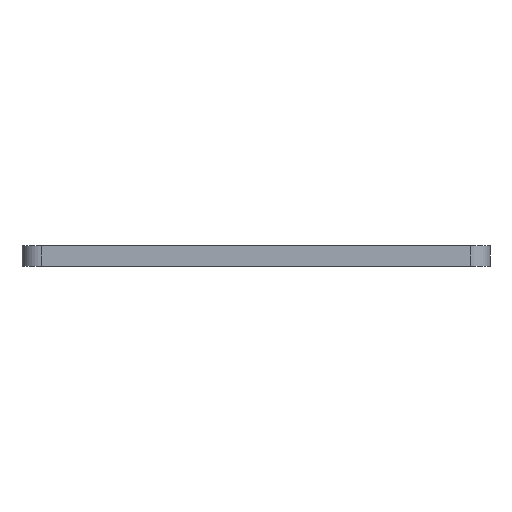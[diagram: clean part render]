
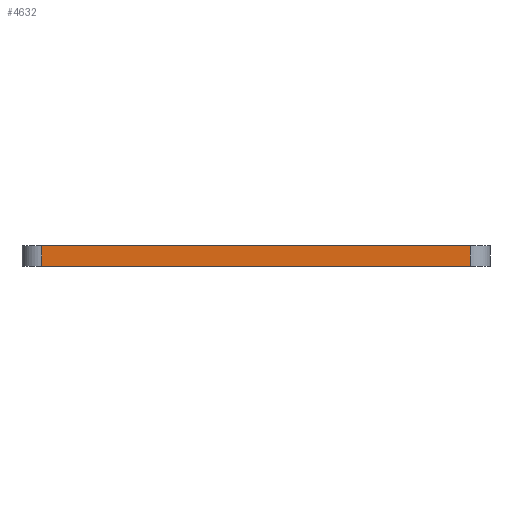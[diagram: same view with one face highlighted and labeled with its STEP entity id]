
A CAD part, left-side view. The second image highlights one B-rep face of the part: STEP entity #4632.
In plain terms, the highlighted planar face has unit normal (-1, 0, 0).
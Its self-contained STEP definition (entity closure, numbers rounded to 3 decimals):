
#84 = PLANE('',#85);
#85 = AXIS2_PLACEMENT_3D('',#86,#87,#88);
#86 = CARTESIAN_POINT('',(0.,0.,1.6));
#87 = DIRECTION('',(0.,0.,1.));
#88 = DIRECTION('',(1.,0.,-0.));
#139 = PLANE('',#140);
#140 = AXIS2_PLACEMENT_3D('',#141,#142,#143);
#141 = CARTESIAN_POINT('',(0.,0.,0.));
#142 = DIRECTION('',(0.,0.,1.));
#143 = DIRECTION('',(1.,0.,-0.));
#248 = CYLINDRICAL_SURFACE('',#249,1.524);
#249 = AXIS2_PLACEMENT_3D('',#250,#251,#252);
#250 = CARTESIAN_POINT('',(-25.106,16.637,0.));
#251 = DIRECTION('',(-0.,-0.,-1.));
#252 = DIRECTION('',(1.,0.,-0.));
#309 = VERTEX_POINT('',#310);
#310 = CARTESIAN_POINT('',(-26.63,16.637,0.));
#332 = EDGE_CURVE('',#333,#309,#335,.T.);
#333 = VERTEX_POINT('',#334);
#334 = CARTESIAN_POINT('',(-26.63,-16.637,0.));
#335 = SURFACE_CURVE('',#336,(#340,#347),.PCURVE_S1.);
#336 = LINE('',#337,#338);
#337 = CARTESIAN_POINT('',(-26.63,-16.637,0.));
#338 = VECTOR('',#339,1.);
#339 = DIRECTION('',(0.,1.,0.));
#340 = PCURVE('',#139,#341);
#341 = DEFINITIONAL_REPRESENTATION('',(#342),#346);
#342 = LINE('',#343,#344);
#343 = CARTESIAN_POINT('',(-26.63,-16.637));
#344 = VECTOR('',#345,1.);
#345 = DIRECTION('',(0.,1.));
#346 = ( GEOMETRIC_REPRESENTATION_CONTEXT(2) 
PARAMETRIC_REPRESENTATION_CONTEXT() REPRESENTATION_CONTEXT('2D SPACE',''
  ) );
#347 = PCURVE('',#348,#353);
#348 = PLANE('',#349);
#349 = AXIS2_PLACEMENT_3D('',#350,#351,#352);
#350 = CARTESIAN_POINT('',(-26.63,-16.637,0.));
#351 = DIRECTION('',(-1.,0.,0.));
#352 = DIRECTION('',(0.,1.,0.));
#353 = DEFINITIONAL_REPRESENTATION('',(#354),#358);
#354 = LINE('',#355,#356);
#355 = CARTESIAN_POINT('',(0.,0.));
#356 = VECTOR('',#357,1.);
#357 = DIRECTION('',(1.,0.));
#358 = ( GEOMETRIC_REPRESENTATION_CONTEXT(2) 
PARAMETRIC_REPRESENTATION_CONTEXT() REPRESENTATION_CONTEXT('2D SPACE',''
  ) );
#377 = CYLINDRICAL_SURFACE('',#378,1.524);
#378 = AXIS2_PLACEMENT_3D('',#379,#380,#381);
#379 = CARTESIAN_POINT('',(-25.106,-16.637,0.));
#380 = DIRECTION('',(-0.,-0.,-1.));
#381 = DIRECTION('',(1.,0.,-0.));
#2616 = VERTEX_POINT('',#2617);
#2617 = CARTESIAN_POINT('',(-26.63,16.637,1.6));
#2639 = EDGE_CURVE('',#2640,#2616,#2642,.T.);
#2640 = VERTEX_POINT('',#2641);
#2641 = CARTESIAN_POINT('',(-26.63,-16.637,1.6));
#2642 = SURFACE_CURVE('',#2643,(#2647,#2654),.PCURVE_S1.);
#2643 = LINE('',#2644,#2645);
#2644 = CARTESIAN_POINT('',(-26.63,-16.637,1.6));
#2645 = VECTOR('',#2646,1.);
#2646 = DIRECTION('',(0.,1.,0.));
#2647 = PCURVE('',#84,#2648);
#2648 = DEFINITIONAL_REPRESENTATION('',(#2649),#2653);
#2649 = LINE('',#2650,#2651);
#2650 = CARTESIAN_POINT('',(-26.63,-16.637));
#2651 = VECTOR('',#2652,1.);
#2652 = DIRECTION('',(0.,1.));
#2653 = ( GEOMETRIC_REPRESENTATION_CONTEXT(2) 
PARAMETRIC_REPRESENTATION_CONTEXT() REPRESENTATION_CONTEXT('2D SPACE',''
  ) );
#2654 = PCURVE('',#348,#2655);
#2655 = DEFINITIONAL_REPRESENTATION('',(#2656),#2660);
#2656 = LINE('',#2657,#2658);
#2657 = CARTESIAN_POINT('',(0.,-1.6));
#2658 = VECTOR('',#2659,1.);
#2659 = DIRECTION('',(1.,0.));
#2660 = ( GEOMETRIC_REPRESENTATION_CONTEXT(2) 
PARAMETRIC_REPRESENTATION_CONTEXT() REPRESENTATION_CONTEXT('2D SPACE',''
  ) );
#4584 = EDGE_CURVE('',#309,#2616,#4585,.T.);
#4585 = SURFACE_CURVE('',#4586,(#4590,#4597),.PCURVE_S1.);
#4586 = LINE('',#4587,#4588);
#4587 = CARTESIAN_POINT('',(-26.63,16.637,0.));
#4588 = VECTOR('',#4589,1.);
#4589 = DIRECTION('',(0.,0.,1.));
#4590 = PCURVE('',#248,#4591);
#4591 = DEFINITIONAL_REPRESENTATION('',(#4592),#4596);
#4592 = LINE('',#4593,#4594);
#4593 = CARTESIAN_POINT('',(-3.142,0.));
#4594 = VECTOR('',#4595,1.);
#4595 = DIRECTION('',(-0.,-1.));
#4596 = ( GEOMETRIC_REPRESENTATION_CONTEXT(2) 
PARAMETRIC_REPRESENTATION_CONTEXT() REPRESENTATION_CONTEXT('2D SPACE',''
  ) );
#4597 = PCURVE('',#348,#4598);
#4598 = DEFINITIONAL_REPRESENTATION('',(#4599),#4603);
#4599 = LINE('',#4600,#4601);
#4600 = CARTESIAN_POINT('',(33.274,0.));
#4601 = VECTOR('',#4602,1.);
#4602 = DIRECTION('',(0.,-1.));
#4603 = ( GEOMETRIC_REPRESENTATION_CONTEXT(2) 
PARAMETRIC_REPRESENTATION_CONTEXT() REPRESENTATION_CONTEXT('2D SPACE',''
  ) );
#4632 = ADVANCED_FACE('',(#4633),#348,.T.);
#4633 = FACE_BOUND('',#4634,.T.);
#4634 = EDGE_LOOP('',(#4635,#4656,#4657,#4658));
#4635 = ORIENTED_EDGE('',*,*,#4636,.T.);
#4636 = EDGE_CURVE('',#333,#2640,#4637,.T.);
#4637 = SURFACE_CURVE('',#4638,(#4642,#4649),.PCURVE_S1.);
#4638 = LINE('',#4639,#4640);
#4639 = CARTESIAN_POINT('',(-26.63,-16.637,0.));
#4640 = VECTOR('',#4641,1.);
#4641 = DIRECTION('',(0.,0.,1.));
#4642 = PCURVE('',#348,#4643);
#4643 = DEFINITIONAL_REPRESENTATION('',(#4644),#4648);
#4644 = LINE('',#4645,#4646);
#4645 = CARTESIAN_POINT('',(0.,0.));
#4646 = VECTOR('',#4647,1.);
#4647 = DIRECTION('',(0.,-1.));
#4648 = ( GEOMETRIC_REPRESENTATION_CONTEXT(2) 
PARAMETRIC_REPRESENTATION_CONTEXT() REPRESENTATION_CONTEXT('2D SPACE',''
  ) );
#4649 = PCURVE('',#377,#4650);
#4650 = DEFINITIONAL_REPRESENTATION('',(#4651),#4655);
#4651 = LINE('',#4652,#4653);
#4652 = CARTESIAN_POINT('',(-3.142,0.));
#4653 = VECTOR('',#4654,1.);
#4654 = DIRECTION('',(-0.,-1.));
#4655 = ( GEOMETRIC_REPRESENTATION_CONTEXT(2) 
PARAMETRIC_REPRESENTATION_CONTEXT() REPRESENTATION_CONTEXT('2D SPACE',''
  ) );
#4656 = ORIENTED_EDGE('',*,*,#2639,.T.);
#4657 = ORIENTED_EDGE('',*,*,#4584,.F.);
#4658 = ORIENTED_EDGE('',*,*,#332,.F.);
